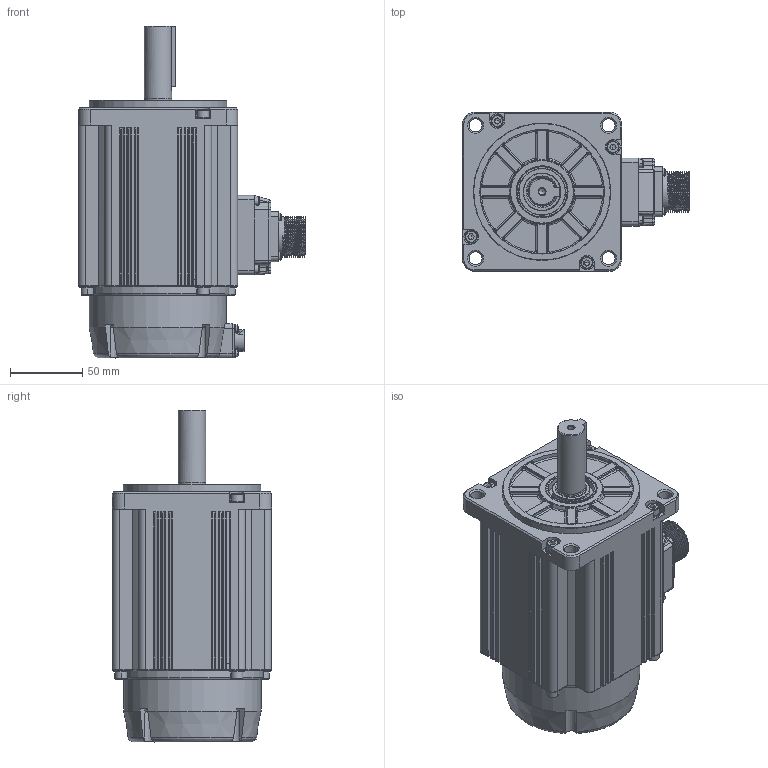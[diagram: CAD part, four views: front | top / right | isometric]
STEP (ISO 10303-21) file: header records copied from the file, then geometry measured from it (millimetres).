
FILE_DESCRIPTION( ('This file contains a STEP AP42 implementation' ,'as created by ZW3D STEP Interface translator.') ,'2;1' );
FILE_NAME( 'X6MA180E-N2LD.stp' ,'22 520.151620', (''), ('ZWCAD Software Co.'), 'Version 1.0', 'ZW3D to STEP translator', '' );
FILE_SCHEMA(('CONFIG_CONTROL_DESIGN'));
Length unit declared in the file: millimetre
Products named in the file (1): 0
Bounding box: 156.94 x 110 x 229.55 mm (x, y, z)
Volume: 1772666.8 mm3; surface area: 127376.9 mm2
Topology: 1 solids, 1 shells, 2222 faces, 5848 edges, 3615 vertices
Faces by surface type: plane 782, bspline 622, cylinder 575, torus 105, cone 86, sphere 52
Full cylindrical faces by diameter (mm): 0.8 x4, 1 x10, 2.4 x4, 4.5 x1, 5.5 x4, 6 x4, 6.7 x4, 9 x4, 10 x8, 11.8 x1, 15.2 x1, 18.8 x1, 19 x2, 19.8 x1, 24 x1, 24.5 x9, 26 x1, 28 x10, 32 x1, 35 x1, 86 x1, 95 x2, 95.5 x1, 98.5 x1
Entity records: 91208 total; most frequent: CARTESIAN_POINT 40633, ORIENTED_EDGE 11490, DIRECTION 9438, EDGE_CURVE 5745, VERTEX_POINT 3615, AXIS2_PLACEMENT_3D 3498, VECTOR 2442, LINE 2442
